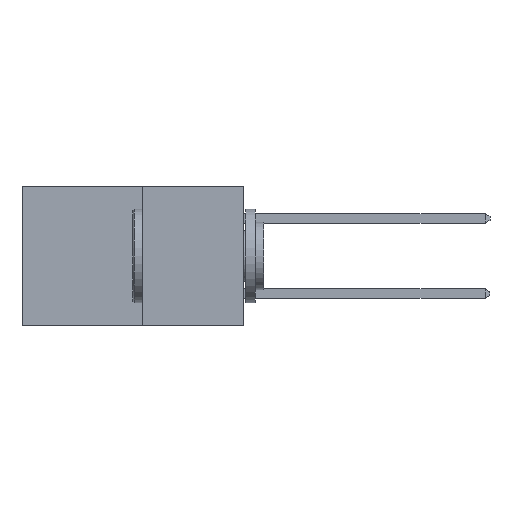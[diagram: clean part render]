
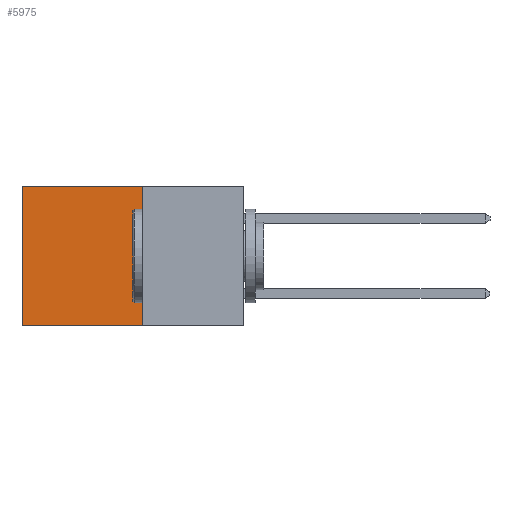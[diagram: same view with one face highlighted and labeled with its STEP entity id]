
A CAD part, left-side view. The second image highlights one B-rep face of the part: STEP entity #5975.
In plain terms, the highlighted planar face has unit normal (-1, 0, 0).
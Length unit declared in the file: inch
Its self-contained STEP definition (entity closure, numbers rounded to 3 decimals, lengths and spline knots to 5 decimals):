
#329 = EDGE_CURVE ( 'NONE', #5513, #7092, #8231, .T. ) ;
#773 = VECTOR ( 'NONE', #5808, 39.37008 ) ;
#776 = CARTESIAN_POINT ( 'NONE',  ( 0.277, 0.27, 0. ) ) ;
#1093 = CARTESIAN_POINT ( 'NONE',  ( 0.277, 0.59, -0.37 ) ) ;
#1423 = CARTESIAN_POINT ( 'NONE',  ( 0.277, 0.27, -0.37 ) ) ;
#1652 = EDGE_CURVE ( 'NONE', #3480, #5558, #5549, .T. ) ;
#1996 = FACE_OUTER_BOUND ( 'NONE', #7502, .T. ) ;
#2334 = CARTESIAN_POINT ( 'NONE',  ( 0.277, 0.59, 0. ) ) ;
#2362 = EDGE_CURVE ( 'NONE', #5558, #7092, #2639, .T. ) ;
#2639 = LINE ( 'NONE', #5496, #773 ) ;
#3480 = VERTEX_POINT ( 'NONE', #776 ) ;
#3746 = VECTOR ( 'NONE', #5571, 39.37008 ) ;
#3921 = EDGE_CURVE ( 'NONE', #3480, #5513, #8425, .T. ) ;
#4203 = DIRECTION ( 'NONE',  ( 0., 1., 0. ) ) ;
#4417 = CARTESIAN_POINT ( 'NONE',  ( 0.277, 0.27, 0. ) ) ;
#4886 = CARTESIAN_POINT ( 'NONE',  ( 0.277, 0.59, -0.37 ) ) ;
#4955 = DIRECTION ( 'NONE',  ( 0., 0., -1. ) ) ;
#5187 = VECTOR ( 'NONE', #4203, 39.37008 ) ;
#5202 = ORIENTED_EDGE ( 'NONE', *, *, #329, .T. ) ;
#5226 = ORIENTED_EDGE ( 'NONE', *, *, #2362, .F. ) ;
#5291 = ORIENTED_EDGE ( 'NONE', *, *, #1652, .F. ) ;
#5303 = ORIENTED_EDGE ( 'NONE', *, *, #3921, .T. ) ;
#5460 = DIRECTION ( 'NONE',  ( 0., 0., -1. ) ) ;
#5473 = DIRECTION ( 'NONE',  ( 1., 0., 0. ) ) ;
#5485 = PLANE ( 'NONE',  #7727 ) ;
#5496 = CARTESIAN_POINT ( 'NONE',  ( 0.277, 0.27, -0.37 ) ) ;
#5513 = VERTEX_POINT ( 'NONE', #2334 ) ;
#5549 = LINE ( 'NONE', #1423, #3746 ) ;
#5558 = VERTEX_POINT ( 'NONE', #8504 ) ;
#5571 = DIRECTION ( 'NONE',  ( 0., 0., -1. ) ) ;
#5614 = CARTESIAN_POINT ( 'NONE',  ( 0.277, 0.27, -0.37 ) ) ;
#5808 = DIRECTION ( 'NONE',  ( 0., 1., 0. ) ) ;
#5975 = ADVANCED_FACE ( 'NONE', ( #1996 ), #5485, .F. ) ;
#6465 = VECTOR ( 'NONE', #4955, 39.37008 ) ;
#7092 = VERTEX_POINT ( 'NONE', #1093 ) ;
#7502 = EDGE_LOOP ( 'NONE', ( #5202, #5226, #5291, #5303 ) ) ;
#7727 = AXIS2_PLACEMENT_3D ( 'NONE', #5614, #5473, #5460 ) ;
#8231 = LINE ( 'NONE', #4886, #6465 ) ;
#8425 = LINE ( 'NONE', #4417, #5187 ) ;
#8504 = CARTESIAN_POINT ( 'NONE',  ( 0.277, 0.27, -0.37 ) ) ;
